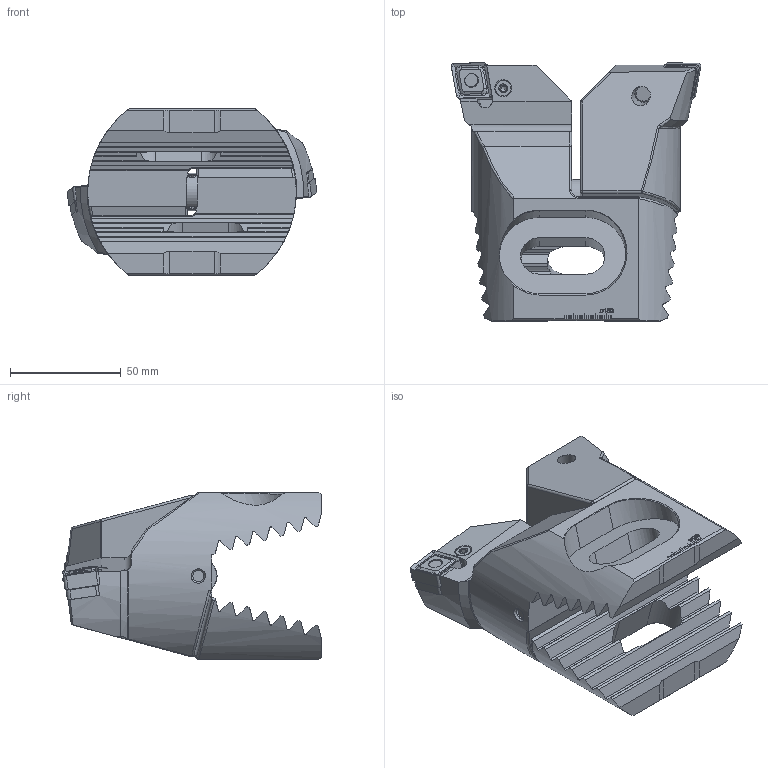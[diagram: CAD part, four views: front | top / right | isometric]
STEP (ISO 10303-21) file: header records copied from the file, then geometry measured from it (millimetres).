
FILE_DESCRIPTION (( 'STEP AP214' ), '1' );
FILE_NAME ('Z94.WCE.B12.067.STEP', '2020-08-14T11:48:26', ( '' ), ( '' ), 'SwSTEP 2.0', 'SolidWorks 2017', '' );
FILE_SCHEMA (( 'AUTOMOTIVE_DESIGN' ));
Length unit declared in the file: millimetre
Products named in the file (10): Z94.WCE.B12.067; WCE-ER2.101.004_A; Z42-ER3.002.005_A; WCE-ER3.101.000_A; Z94-WCE.103.067_C_CN16; Z94-ER3.000.090; WCE-ER4.101.020_A; ISO 4026 - M4 x 5; Z94-ER3.001.090_A; CNMG160612
Assembly tree (16 placements, depth 3):
  Z94.WCE.B12.067
    Z94-WCE.103.067_C_CN16  x2
    CNMG160612  x2
    WCE-ER2.101.004_A  x2
    WCE-ER3.101.000_A  x2
    WCE-ER4.101.020_A  x2
    Z94-ER3.000.090
      Z94-ER3.001.090_A
      Z42-ER3.002.005_A
      ISO 4026 - M4 x 5  x3
Bounding box: 112.5 x 116.42 x 75.2 mm (x, y, z)
Volume: 353790.2 mm3; surface area: 71173.3 mm2
Topology: 15 solids, 15 shells, 887 faces, 2288 edges, 1439 vertices
Faces by surface type: plane 549, cylinder 129, bspline 112, cone 73, torus 14, sphere 10
Full cylindrical faces by diameter (mm): 2 x2, 3.3 x3, 3.55 x2, 3.8 x2, 4 x3, 5 x2, 6 x6, 6.35 x2, 6.4 x2, 7 x2, 7.9 x4, 8 x2, 8.05 x2, 8.4 x2, 17 x1
Entity records: 17647 total; most frequent: CARTESIAN_POINT 6090, ORIENTED_EDGE 2194, DIRECTION 1802, EDGE_CURVE 1097, VERTEX_POINT 721, VECTOR 672, LINE 672, AXIS2_PLACEMENT_3D 565
